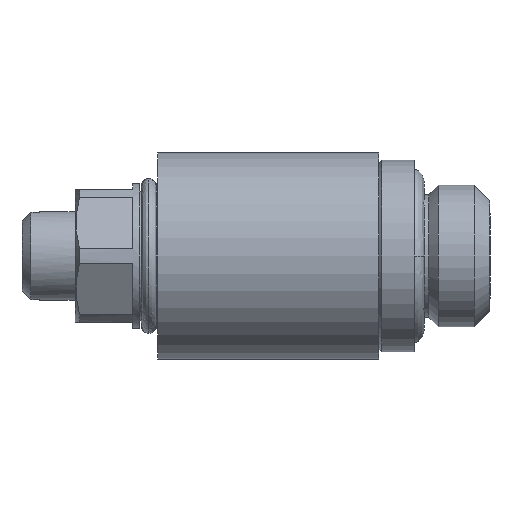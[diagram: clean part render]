
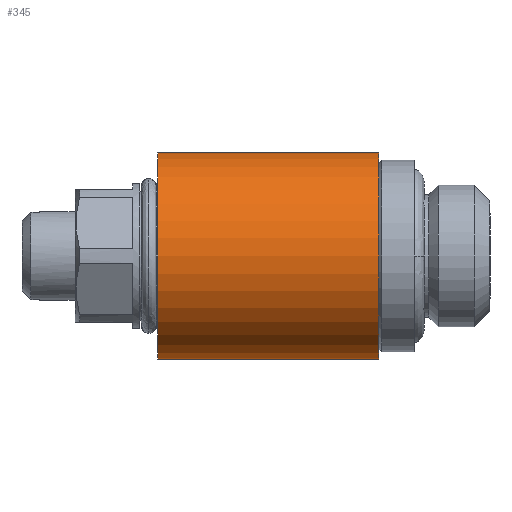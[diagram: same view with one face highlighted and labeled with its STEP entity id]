
A CAD part, left-side view. The second image highlights one B-rep face of the part: STEP entity #345.
In plain terms, the highlighted cylindrical face has radius 7 mm (diameter 14 mm), a full revolution.
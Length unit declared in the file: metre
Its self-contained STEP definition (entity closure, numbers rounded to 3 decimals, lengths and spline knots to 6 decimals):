
#345 = ADVANCED_FACE( 'NONE', ( #704, #705, #706 ), #707, .T. );
#704 = FACE_OUTER_BOUND( '', #1460, .T. );
#705 = FACE_OUTER_BOUND( '', #1461, .T. );
#706 = FACE_BOUND( '', #1462, .T. );
#707 = CYLINDRICAL_SURFACE( '', #1463, 0.007 );
#1460 = EDGE_LOOP( '', ( #2155 ) );
#1461 = EDGE_LOOP( '', ( #2156 ) );
#1462 = EDGE_LOOP( '', ( #2157, #2158 ) );
#1463 = AXIS2_PLACEMENT_3D( '', #2159, #2160, #2161 );
#2155 = ORIENTED_EDGE( '', *, *, #2264, .T. );
#2156 = ORIENTED_EDGE( '', *, *, #2225, .T. );
#2157 = ORIENTED_EDGE( '', *, *, #2420, .T. );
#2158 = ORIENTED_EDGE( '', *, *, #2303, .T. );
#2159 = CARTESIAN_POINT( '', ( 0., 0.030486, 0. ) );
#2160 = DIRECTION( '', ( 0., 1., 0. ) );
#2161 = DIRECTION( '', ( 0., 0., 1. ) );
#2225 = EDGE_CURVE( 'NONE', #2525, #2525, #2526, .T. );
#2264 = EDGE_CURVE( 'NONE', #2588, #2588, #2589, .T. );
#2303 = EDGE_CURVE( 'NONE', #2653, #2651, #2654, .T. );
#2420 = EDGE_CURVE( 'NONE', #2651, #2653, #2818, .T. );
#2525 = VERTEX_POINT( '', #3007 );
#2526 = CIRCLE( '', #3008, 0.007 );
#2588 = VERTEX_POINT( '', #3112 );
#2589 = CIRCLE( '', #3113, 0.007 );
#2651 = VERTEX_POINT( 'NONE', #3290 );
#2653 = VERTEX_POINT( 'NONE', #3292 );
#2654 = B_SPLINE_CURVE_WITH_KNOTS( '', 3, ( #3293, #3294, #3295, #3296, #3297, #3298, #3299, #3300, #3301, #3302, #3303, #3304, #3305, #3306, #3307, #3308, #3309, #3310, #3311, #3312, #3313, #3314, #3315, #3316, #3317, #3318, #3319 ), .UNSPECIFIED., .F., .F., ( 4, 1, 1, 1, 1, 1, 1, 1, 1, 1, 1, 1, 1, 1, 1, 1, 1, 1, 1, 1, 1, 1, 1, 1, 4 ), ( 0., 0.013049, 0.025798, 0.03827, 0.050491, 0.062486, 0.093217, 0.124965, 0.186472, 0.249972, 0.313469, 0.374979, 0.4384, 0.499984, 0.561571, 0.624988, 0.686483, 0.749995, 0.813478, 0.875002, 0.906777, 0.937493, 0.953452, 0.968758, 1. ), .UNSPECIFIED. );
#2818 = B_SPLINE_CURVE_WITH_KNOTS( '', 3, ( #3703, #3704, #3705, #3706, #3707, #3708, #3709, #3710, #3711, #3712, #3713, #3714, #3715, #3716, #3717, #3718, #3719, #3720, #3721, #3722, #3723, #3724, #3725, #3726, #3727, #3728, #3729 ), .UNSPECIFIED., .F., .F., ( 4, 1, 1, 1, 1, 1, 1, 1, 1, 1, 1, 1, 1, 1, 1, 1, 1, 1, 1, 1, 1, 1, 1, 1, 4 ), ( 0., 0.013048, 0.025797, 0.038269, 0.05049, 0.062487, 0.093218, 0.124965, 0.186479, 0.249972, 0.313463, 0.374978, 0.438393, 0.499983, 0.561569, 0.624987, 0.68647, 0.749995, 0.813458, 0.875001, 0.906776, 0.937493, 0.953456, 0.968757, 1. ), .UNSPECIFIED. );
#3007 = CARTESIAN_POINT( '', ( 0., 0.0229, 0.007 ) );
#3008 = AXIS2_PLACEMENT_3D( '', #3821, #3822, #3823 );
#3112 = CARTESIAN_POINT( '', ( 0., 0.0079, 0.007 ) );
#3113 = AXIS2_PLACEMENT_3D( '', #3881, #3882, #3883 );
#3290 = CARTESIAN_POINT( '', ( 0.005217, 0.016897, 0.004667 ) );
#3292 = CARTESIAN_POINT( '', ( 0.005218, 0.016915, -0.004667 ) );
#3293 = CARTESIAN_POINT( '', ( 0.005218, 0.016915, -0.004667 ) );
#3294 = CARTESIAN_POINT( '', ( 0.005219, 0.016847, -0.004666 ) );
#3295 = CARTESIAN_POINT( '', ( 0.00522, 0.016712, -0.004663 ) );
#3296 = CARTESIAN_POINT( '', ( 0.00523, 0.016512, -0.004652 ) );
#3297 = CARTESIAN_POINT( '', ( 0.005245, 0.016318, -0.004635 ) );
#3298 = CARTESIAN_POINT( '', ( 0.005266, 0.016129, -0.004612 ) );
#3299 = CARTESIAN_POINT( '', ( 0.005306, 0.015848, -0.004566 ) );
#3300 = CARTESIAN_POINT( '', ( 0.005379, 0.015474, -0.004481 ) );
#3301 = CARTESIAN_POINT( '', ( 0.005538, 0.014876, -0.004285 ) );
#3302 = CARTESIAN_POINT( '', ( 0.005792, 0.014169, -0.003945 ) );
#3303 = CARTESIAN_POINT( '', ( 0.006137, 0.013423, -0.003393 ) );
#3304 = CARTESIAN_POINT( '', ( 0.006471, 0.012788, -0.00271 ) );
#3305 = CARTESIAN_POINT( '', ( 0.006758, 0.012296, -0.001898 ) );
#3306 = CARTESIAN_POINT( '', ( 0.006952, 0.011975, -0.000987 ) );
#3307 = CARTESIAN_POINT( '', ( 0.007023, 0.011864, -0.000009 ) );
#3308 = CARTESIAN_POINT( '', ( 0.006955, 0.011971, 0.000969 ) );
#3309 = CARTESIAN_POINT( '', ( 0.006763, 0.012288, 0.001881 ) );
#3310 = CARTESIAN_POINT( '', ( 0.006477, 0.012777, 0.002695 ) );
#3311 = CARTESIAN_POINT( '', ( 0.006143, 0.01341, 0.003381 ) );
#3312 = CARTESIAN_POINT( '', ( 0.005798, 0.014154, 0.003936 ) );
#3313 = CARTESIAN_POINT( '', ( 0.005544, 0.01486, 0.004278 ) );
#3314 = CARTESIAN_POINT( '', ( 0.005383, 0.015457, 0.004476 ) );
#3315 = CARTESIAN_POINT( '', ( 0.005305, 0.01585, 0.004567 ) );
#3316 = CARTESIAN_POINT( '', ( 0.00526, 0.016167, 0.004618 ) );
#3317 = CARTESIAN_POINT( '', ( 0.005227, 0.01649, 0.004657 ) );
#3318 = CARTESIAN_POINT( '', ( 0.005221, 0.016733, 0.004663 ) );
#3319 = CARTESIAN_POINT( '', ( 0.005217, 0.016897, 0.004667 ) );
#3703 = CARTESIAN_POINT( '', ( 0.005217, 0.016897, 0.004667 ) );
#3704 = CARTESIAN_POINT( '', ( 0.005219, 0.016965, 0.004665 ) );
#3705 = CARTESIAN_POINT( '', ( 0.005221, 0.0171, 0.004663 ) );
#3706 = CARTESIAN_POINT( '', ( 0.005231, 0.017299, 0.004651 ) );
#3707 = CARTESIAN_POINT( '', ( 0.005247, 0.017493, 0.004634 ) );
#3708 = CARTESIAN_POINT( '', ( 0.005267, 0.017682, 0.00461 ) );
#3709 = CARTESIAN_POINT( '', ( 0.005307, 0.017962, 0.004564 ) );
#3710 = CARTESIAN_POINT( '', ( 0.005381, 0.018335, 0.004478 ) );
#3711 = CARTESIAN_POINT( '', ( 0.005541, 0.018931, 0.004282 ) );
#3712 = CARTESIAN_POINT( '', ( 0.005795, 0.019637, 0.003941 ) );
#3713 = CARTESIAN_POINT( '', ( 0.006139, 0.020381, 0.003389 ) );
#3714 = CARTESIAN_POINT( '', ( 0.006473, 0.021015, 0.002706 ) );
#3715 = CARTESIAN_POINT( '', ( 0.006759, 0.021505, 0.001895 ) );
#3716 = CARTESIAN_POINT( '', ( 0.006953, 0.021825, 0.000986 ) );
#3717 = CARTESIAN_POINT( '', ( 0.007023, 0.021936, 0.000009 ) );
#3718 = CARTESIAN_POINT( '', ( 0.006955, 0.021829, -0.000967 ) );
#3719 = CARTESIAN_POINT( '', ( 0.006763, 0.021513, -0.001878 ) );
#3720 = CARTESIAN_POINT( '', ( 0.006479, 0.021026, -0.002692 ) );
#3721 = CARTESIAN_POINT( '', ( 0.006146, 0.020394, -0.003377 ) );
#3722 = CARTESIAN_POINT( '', ( 0.005801, 0.019652, -0.003932 ) );
#3723 = CARTESIAN_POINT( '', ( 0.005546, 0.018948, -0.004275 ) );
#3724 = CARTESIAN_POINT( '', ( 0.005385, 0.018352, -0.004473 ) );
#3725 = CARTESIAN_POINT( '', ( 0.005307, 0.01796, -0.004565 ) );
#3726 = CARTESIAN_POINT( '', ( 0.005262, 0.017644, -0.004617 ) );
#3727 = CARTESIAN_POINT( '', ( 0.005227, 0.017321, -0.004656 ) );
#3728 = CARTESIAN_POINT( '', ( 0.005221, 0.017078, -0.004662 ) );
#3729 = CARTESIAN_POINT( '', ( 0.005218, 0.016915, -0.004667 ) );
#3821 = CARTESIAN_POINT( '', ( 0., 0.0229, 0. ) );
#3822 = DIRECTION( '', ( 0., -1., 0. ) );
#3823 = DIRECTION( '', ( 0., 0., 1. ) );
#3881 = CARTESIAN_POINT( '', ( 0., 0.0079, 0. ) );
#3882 = DIRECTION( '', ( 0., 1., 0. ) );
#3883 = DIRECTION( '', ( 0., 0., 1. ) );
